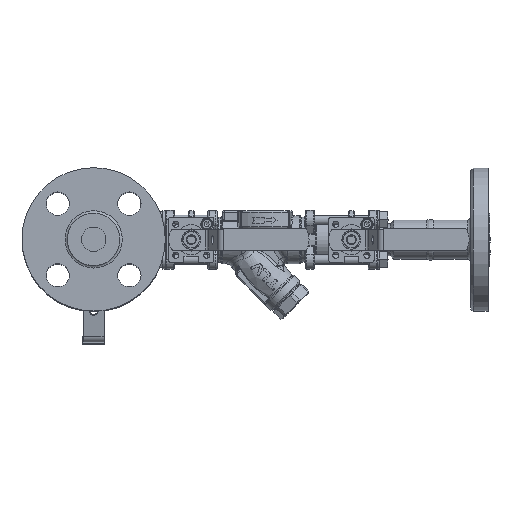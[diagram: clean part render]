
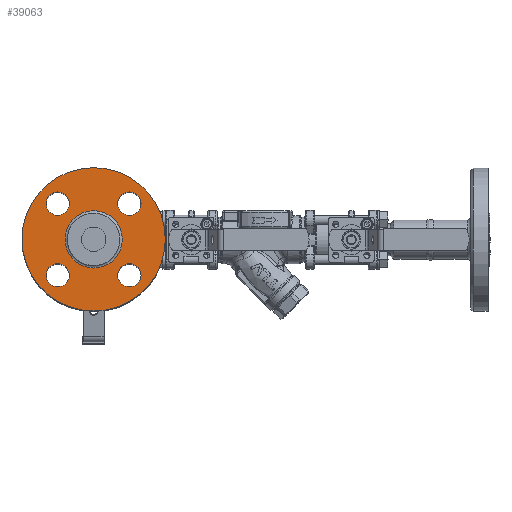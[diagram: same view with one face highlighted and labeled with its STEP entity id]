
A CAD part, top view. The second image highlights one B-rep face of the part: STEP entity #39063.
In plain terms, the highlighted planar face has unit normal (0, 0, 1).
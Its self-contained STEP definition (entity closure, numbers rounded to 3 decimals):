
#8234=FACE_BOUND('',#10944,.T.);
#8235=FACE_BOUND('',#10945,.T.);
#8236=FACE_BOUND('',#10946,.T.);
#8237=FACE_BOUND('',#10947,.T.);
#8238=FACE_BOUND('',#10948,.T.);
#8487=FACE_OUTER_BOUND('',#10943,.T.);
#10943=EDGE_LOOP('',(#26105,#26106));
#10944=EDGE_LOOP('',(#26107,#26108));
#10945=EDGE_LOOP('',(#26109,#26110));
#10946=EDGE_LOOP('',(#26111,#26112));
#10947=EDGE_LOOP('',(#26113,#26114));
#10948=EDGE_LOOP('',(#26115));
#13635=CIRCLE('',#41622,23.386);
#13639=CIRCLE('',#41627,58.5);
#13640=CIRCLE('',#41628,58.5);
#13641=CIRCLE('',#41629,9.5);
#13642=CIRCLE('',#41630,9.5);
#13643=CIRCLE('',#41631,9.5);
#13644=CIRCLE('',#41632,9.5);
#13645=CIRCLE('',#41633,9.5);
#13646=CIRCLE('',#41634,9.5);
#13647=CIRCLE('',#41635,9.5);
#13648=CIRCLE('',#41636,9.5);
#16065=VERTEX_POINT('',#58453);
#16068=VERTEX_POINT('',#58461);
#16069=VERTEX_POINT('',#58462);
#16070=VERTEX_POINT('',#58465);
#16071=VERTEX_POINT('',#58466);
#16072=VERTEX_POINT('',#58469);
#16073=VERTEX_POINT('',#58470);
#16074=VERTEX_POINT('',#58473);
#16075=VERTEX_POINT('',#58474);
#16076=VERTEX_POINT('',#58477);
#16077=VERTEX_POINT('',#58478);
#19860=EDGE_CURVE('',#16065,#16065,#13635,.T.);
#19864=EDGE_CURVE('',#16068,#16069,#13639,.T.);
#19865=EDGE_CURVE('',#16069,#16068,#13640,.T.);
#19866=EDGE_CURVE('',#16070,#16071,#13641,.T.);
#19867=EDGE_CURVE('',#16071,#16070,#13642,.T.);
#19868=EDGE_CURVE('',#16072,#16073,#13643,.T.);
#19869=EDGE_CURVE('',#16073,#16072,#13644,.T.);
#19870=EDGE_CURVE('',#16074,#16075,#13645,.T.);
#19871=EDGE_CURVE('',#16075,#16074,#13646,.T.);
#19872=EDGE_CURVE('',#16076,#16077,#13647,.T.);
#19873=EDGE_CURVE('',#16077,#16076,#13648,.T.);
#26105=ORIENTED_EDGE('',*,*,#19864,.F.);
#26106=ORIENTED_EDGE('',*,*,#19865,.F.);
#26107=ORIENTED_EDGE('',*,*,#19866,.T.);
#26108=ORIENTED_EDGE('',*,*,#19867,.T.);
#26109=ORIENTED_EDGE('',*,*,#19868,.T.);
#26110=ORIENTED_EDGE('',*,*,#19869,.T.);
#26111=ORIENTED_EDGE('',*,*,#19870,.T.);
#26112=ORIENTED_EDGE('',*,*,#19871,.T.);
#26113=ORIENTED_EDGE('',*,*,#19872,.T.);
#26114=ORIENTED_EDGE('',*,*,#19873,.T.);
#26115=ORIENTED_EDGE('',*,*,#19860,.F.);
#38152=PLANE('',#41626);
#39063=ADVANCED_FACE('',(#8487,#8234,#8235,#8236,#8237,#8238),#38152,.F.);
#41622=AXIS2_PLACEMENT_3D('',#58454,#46623,#46624);
#41626=AXIS2_PLACEMENT_3D('',#58460,#46631,#46632);
#41627=AXIS2_PLACEMENT_3D('',#58463,#46633,#46634);
#41628=AXIS2_PLACEMENT_3D('',#58464,#46635,#46636);
#41629=AXIS2_PLACEMENT_3D('',#58467,#46637,#46638);
#41630=AXIS2_PLACEMENT_3D('',#58468,#46639,#46640);
#41631=AXIS2_PLACEMENT_3D('',#58471,#46641,#46642);
#41632=AXIS2_PLACEMENT_3D('',#58472,#46643,#46644);
#41633=AXIS2_PLACEMENT_3D('',#58475,#46645,#46646);
#41634=AXIS2_PLACEMENT_3D('',#58476,#46647,#46648);
#41635=AXIS2_PLACEMENT_3D('',#58479,#46649,#46650);
#41636=AXIS2_PLACEMENT_3D('',#58480,#46651,#46652);
#46623=DIRECTION('center_axis',(0.,0.,
1.));
#46624=DIRECTION('ref_axis',(-1.,0.,0.));
#46631=DIRECTION('center_axis',(0.,0.,
-1.));
#46632=DIRECTION('ref_axis',(1.,0.,0.));
#46633=DIRECTION('center_axis',(0.,0.,
-1.));
#46634=DIRECTION('ref_axis',(1.,0.,0.));
#46635=DIRECTION('center_axis',(0.,0.,
-1.));
#46636=DIRECTION('ref_axis',(1.,0.,0.));
#46637=DIRECTION('center_axis',(0.,0.,
-1.));
#46638=DIRECTION('ref_axis',(-1.,0.,0.));
#46639=DIRECTION('center_axis',(0.,0.,
-1.));
#46640=DIRECTION('ref_axis',(-1.,0.,0.));
#46641=DIRECTION('center_axis',(0.,0.,
-1.));
#46642=DIRECTION('ref_axis',(0.,1.,0.));
#46643=DIRECTION('center_axis',(0.,0.,
-1.));
#46644=DIRECTION('ref_axis',(0.,1.,0.));
#46645=DIRECTION('center_axis',(0.,0.,
-1.));
#46646=DIRECTION('ref_axis',(1.,0.,0.));
#46647=DIRECTION('center_axis',(0.,0.,
-1.));
#46648=DIRECTION('ref_axis',(1.,0.,0.));
#46649=DIRECTION('center_axis',(0.,0.,
-1.));
#46650=DIRECTION('ref_axis',(0.,-1.,0.));
#46651=DIRECTION('center_axis',(0.,0.,
-1.));
#46652=DIRECTION('ref_axis',(0.,-1.,0.));
#58453=CARTESIAN_POINT('',(-281.786,-127.686,195.648));
#58454=CARTESIAN_POINT('Origin',(-305.172,-127.686,195.648));
#58460=CARTESIAN_POINT('Origin',(-305.172,-127.686,195.648));
#58461=CARTESIAN_POINT('',(-246.672,-127.686,195.648));
#58462=CARTESIAN_POINT('',(-363.672,-127.686,195.648));
#58463=CARTESIAN_POINT('Origin',(-305.172,-127.686,195.648));
#58464=CARTESIAN_POINT('Origin',(-305.172,-127.686,195.648));
#58465=CARTESIAN_POINT('',(-343.876,-156.89,195.648));
#58466=CARTESIAN_POINT('',(-324.876,-156.89,195.648));
#58467=CARTESIAN_POINT('Origin',(-334.376,-156.89,195.648));
#58468=CARTESIAN_POINT('Origin',(-334.376,-156.89,195.648));
#58469=CARTESIAN_POINT('',(-334.376,-88.983,195.648));
#58470=CARTESIAN_POINT('',(-334.376,-107.983,195.648));
#58471=CARTESIAN_POINT('Origin',(-334.376,-98.483,195.648));
#58472=CARTESIAN_POINT('Origin',(-334.376,-98.483,195.648));
#58473=CARTESIAN_POINT('',(-266.469,-98.483,195.648));
#58474=CARTESIAN_POINT('',(-285.469,-98.483,195.648));
#58475=CARTESIAN_POINT('Origin',(-275.969,-98.483,195.648));
#58476=CARTESIAN_POINT('Origin',(-275.969,-98.483,195.648));
#58477=CARTESIAN_POINT('',(-275.969,-166.39,195.648));
#58478=CARTESIAN_POINT('',(-275.969,-147.39,195.648));
#58479=CARTESIAN_POINT('Origin',(-275.969,-156.89,195.648));
#58480=CARTESIAN_POINT('Origin',(-275.969,-156.89,195.648));
